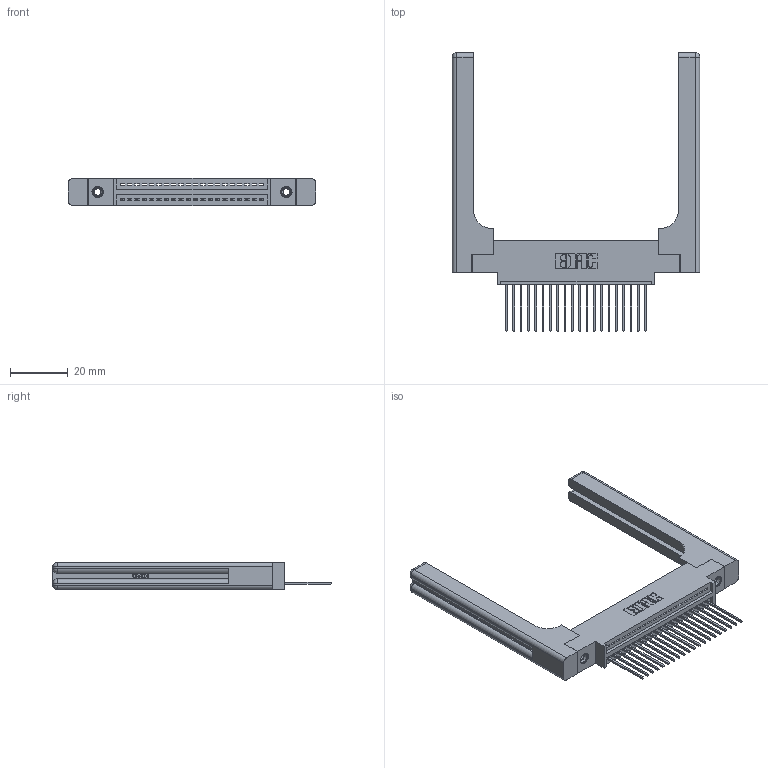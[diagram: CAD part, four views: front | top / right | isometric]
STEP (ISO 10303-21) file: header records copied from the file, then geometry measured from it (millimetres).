
FILE_DESCRIPTION (( 'STEP AP203' ), '1' );
FILE_NAME ('395-020-542-658.STEP', '2019-10-17T19:14:40', ( '' ), ( '' ), 'SwSTEP 2.0', 'SolidWorks 2016', '' );
FILE_SCHEMA (( 'CONFIG_CONTROL_DESIGN' ));
Length unit declared in the file: inch
Products named in the file (5): 345 Part_0.170 Offset - 0.156 Dia-TH; 345-220-058_345-220-058; 395-020-542-658; 345-292-001_345-293-142; 345-250-001_345-250-001-102
Assembly tree (25 placements, depth 2):
  395-020-542-658
    345 Part_0.170 Offset - 0.156 Dia-TH
    345-292-001_345-293-142  x20
    345-250-001_345-250-001-102  x2
    345-220-058_345-220-058  x2
Bounding box: 85.83 x 96.57 x 9.4 mm (x, y, z)
Volume: 16407.8 mm3; surface area: 15916.6 mm2
Topology: 25 solids, 25 shells, 1546 faces, 4539 edges, 2978 vertices
Faces by surface type: plane 1032, cylinder 454, bspline 36, cone 12, sphere 8, torus 4
Entity records: 23346 total; most frequent: CARTESIAN_POINT 5017, ORIENTED_EDGE 3768, DIRECTION 3360, EDGE_CURVE 1884, VECTOR 1580, LINE 1580, VERTEX_POINT 1246, AXIS2_PLACEMENT_3D 890
